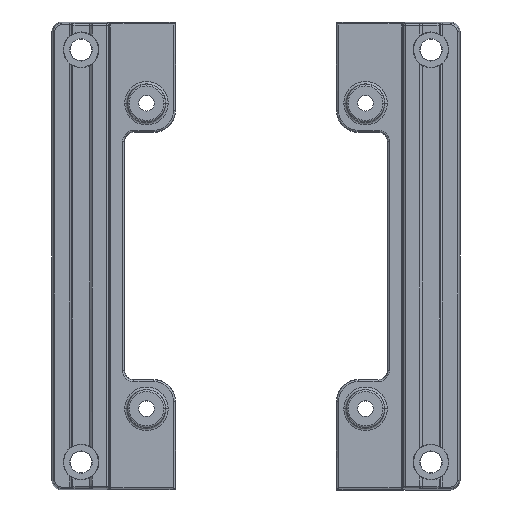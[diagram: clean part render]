
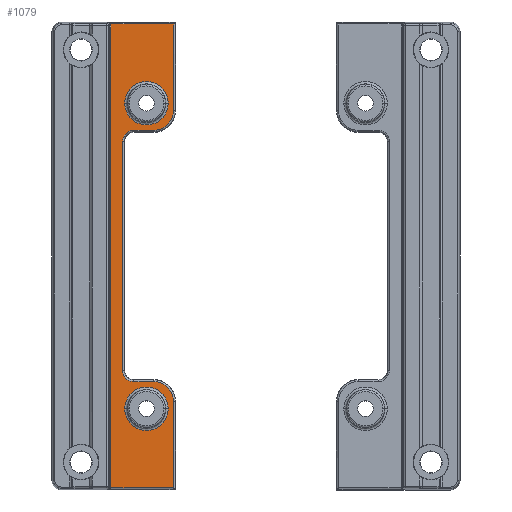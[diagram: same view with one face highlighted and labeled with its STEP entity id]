
A CAD part, top view. The second image highlights one B-rep face of the part: STEP entity #1079.
In plain terms, the highlighted planar face has unit normal (0, 0, 1).
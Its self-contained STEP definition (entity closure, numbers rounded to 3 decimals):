
#721 = CARTESIAN_POINT ( 'NONE',  ( -6.75, 31.5, 2.5 ) ) ;
#724 = DIRECTION ( 'NONE',  ( -1., 0., 0. ) ) ;
#725 = DIRECTION ( 'NONE',  ( 0., 0., -1. ) ) ;
#726 = AXIS2_PLACEMENT_3D ( 'NONE', #721, #725, #724 ) ;
#727 = CIRCLE ( 'NONE', #726, 4.481 ) ;
#801 = CARTESIAN_POINT ( 'NONE',  ( -1.834, 23.619, 2.5 ) ) ;
#802 = CARTESIAN_POINT ( 'NONE',  ( -1.834, 24.965, 2.5 ) ) ;
#803 = CARTESIAN_POINT ( 'NONE',  ( -2.785, 25.916, 2.5 ) ) ;
#804 =( BOUNDED_CURVE ( )  B_SPLINE_CURVE ( 3, ( #805, #803, #802, #801 ),
 .UNSPECIFIED., .F., .F. ) 
 B_SPLINE_CURVE_WITH_KNOTS ( ( 4, 4 ),
 ( 2.358, 3.926 ),
 .UNSPECIFIED. ) 
 CURVE ( )  GEOMETRIC_REPRESENTATION_ITEM ( )  RATIONAL_B_SPLINE_CURVE ( ( 1., 0.805, 0.805, 1. ) ) 
 REPRESENTATION_ITEM ( '' )  );
#805 = CARTESIAN_POINT ( 'NONE',  ( -4.131, 25.916, 2.5 ) ) ;
#919 = DIRECTION ( 'NONE',  ( -1., 0., 0. ) ) ;
#920 = VECTOR ( 'NONE', #919, 1000. ) ;
#921 = CARTESIAN_POINT ( 'NONE',  ( -14.25, -25.916, 2.5 ) ) ;
#925 = LINE ( 'NONE', #921, #920 ) ;
#926 = CARTESIAN_POINT ( 'NONE',  ( 0.596, -47.834, 2.5 ) ) ;
#933 = CARTESIAN_POINT ( 'NONE',  ( -4.131, -25.916, 2.5 ) ) ;
#934 = CARTESIAN_POINT ( 'NONE',  ( -1.834, 23.619, 2.5 ) ) ;
#935 = CARTESIAN_POINT ( 'NONE',  ( -4.131, -25.916, 2.5 ) ) ;
#936 = CARTESIAN_POINT ( 'NONE',  ( -2.785, -25.916, 2.5 ) ) ;
#937 = CARTESIAN_POINT ( 'NONE',  ( -1.834, -24.965, 2.5 ) ) ;
#938 = CARTESIAN_POINT ( 'NONE',  ( -1.834, -23.619, 2.5 ) ) ;
#939 =( BOUNDED_CURVE ( )  B_SPLINE_CURVE ( 3, ( #938, #937, #936, #933 ),
 .UNSPECIFIED., .F., .F. ) 
 B_SPLINE_CURVE_WITH_KNOTS ( ( 4, 4 ),
 ( 2.358, 3.926 ),
 .UNSPECIFIED. ) 
 CURVE ( )  GEOMETRIC_REPRESENTATION_ITEM ( )  RATIONAL_B_SPLINE_CURVE ( ( 1., 0.805, 0.805, 1. ) ) 
 REPRESENTATION_ITEM ( '' )  );
#1039 = DIRECTION ( 'NONE',  ( 0., -1., 0. ) ) ;
#1040 = VECTOR ( 'NONE', #1039, 1000. ) ;
#1041 = CARTESIAN_POINT ( 'NONE',  ( -12.334, -48.25, 2.5 ) ) ;
#1042 = LINE ( 'NONE', #1041, #1040 ) ;
#1043 = CARTESIAN_POINT ( 'NONE',  ( -12.334, 30., 2.5 ) ) ;
#1045 = CARTESIAN_POINT ( 'NONE',  ( -8.25, -30., 2.5 ) ) ;
#1046 = CIRCLE ( 'NONE', #1051, 4.084 ) ;
#1047 = CARTESIAN_POINT ( 'NONE',  ( 0.596, 47.834, 2.5 ) ) ;
#1049 = DIRECTION ( 'NONE',  ( -1., 0., 0. ) ) ;
#1050 = DIRECTION ( 'NONE',  ( 0., 0., 1. ) ) ;
#1051 = AXIS2_PLACEMENT_3D ( 'NONE', #1045, #1050, #1049 ) ;
#1061 = CARTESIAN_POINT ( 'NONE',  ( 0.596, 48.119, 2.5 ) ) ;
#1062 = LINE ( 'NONE', #1061, #1065 ) ;
#1064 = DIRECTION ( 'NONE',  ( 0., 1., 0. ) ) ;
#1065 = VECTOR ( 'NONE', #1064, 1000. ) ;
#1069 = VERTEX_POINT ( 'NONE', #1347 ) ;
#1071 = ORIENTED_EDGE ( 'NONE', *, *, #1072, .T. ) ;
#1072 = EDGE_CURVE ( 'NONE', #3476, #3210, #1346, .T. ) ;
#1073 = ORIENTED_EDGE ( 'NONE', *, *, #1559, .T. ) ;
#1075 = EDGE_CURVE ( 'NONE', #1126, #1082, #1411, .T. ) ;
#1076 = EDGE_LOOP ( 'NONE', ( #1092, #1686, #1690, #1687, #1657, #1691, #1663, #1108, #1602, #1073, #1560, #1592 ) ) ;
#1079 = ADVANCED_FACE ( 'NONE', ( #1420, #1419, #1418 ), #1426, .F. ) ;
#1081 = EDGE_LOOP ( 'NONE', ( #1071, #1587 ) ) ;
#1082 = VERTEX_POINT ( 'NONE', #1412 ) ;
#1087 = ORIENTED_EDGE ( 'NONE', *, *, #2713, .T. ) ;
#1089 = EDGE_CURVE ( 'NONE', #1658, #1692, #1465, .T. ) ;
#1091 = VERTEX_POINT ( 'NONE', #1446 ) ;
#1092 = ORIENTED_EDGE ( 'NONE', *, *, #1683, .T. ) ;
#1108 = ORIENTED_EDGE ( 'NONE', *, *, #1075, .T. ) ;
#1111 = EDGE_CURVE ( 'NONE', #1692, #1126, #1488, .T. ) ;
#1125 = EDGE_CURVE ( 'NONE', #1664, #1594, #1745, .T. ) ;
#1126 = VERTEX_POINT ( 'NONE', #1740 ) ;
#1346 = CIRCLE ( 'NONE', #1410, 4.481 ) ;
#1347 = CARTESIAN_POINT ( 'NONE',  ( -1.834, -23.619, 2.5 ) ) ;
#1404 = DIRECTION ( 'NONE',  ( 1., 0., 0. ) ) ;
#1405 = VECTOR ( 'NONE', #1404, 1000. ) ;
#1406 = CARTESIAN_POINT ( 'NONE',  ( -14.25, 25.916, 2.5 ) ) ;
#1407 = DIRECTION ( 'NONE',  ( -1., 0., 0. ) ) ;
#1408 = DIRECTION ( 'NONE',  ( 0., 0., -1. ) ) ;
#1409 = CARTESIAN_POINT ( 'NONE',  ( -6.75, -31.5, 2.5 ) ) ;
#1410 = AXIS2_PLACEMENT_3D ( 'NONE', #1409, #1408, #1407 ) ;
#1411 = LINE ( 'NONE', #1406, #1405 ) ;
#1412 = CARTESIAN_POINT ( 'NONE',  ( -4.131, 25.916, 2.5 ) ) ;
#1413 = DIRECTION ( 'NONE',  ( -1., 0., 0. ) ) ;
#1414 = DIRECTION ( 'NONE',  ( 0., 0., -1. ) ) ;
#1416 = CARTESIAN_POINT ( 'NONE',  ( -14.25, -48.25, 2.5 ) ) ;
#1417 = AXIS2_PLACEMENT_3D ( 'NONE', #1416, #1414, #1413 ) ;
#1418 = FACE_BOUND ( 'NONE', #1588, .T. ) ;
#1419 = FACE_BOUND ( 'NONE', #1081, .T. ) ;
#1420 = FACE_OUTER_BOUND ( 'NONE', #1076, .T. ) ;
#1426 = PLANE ( 'NONE',  #1417 ) ;
#1443 = DIRECTION ( 'NONE',  ( 0., -1., 0. ) ) ;
#1444 = VECTOR ( 'NONE', #1443, 1000. ) ;
#1445 = CARTESIAN_POINT ( 'NONE',  ( -12.334, -48.25, 2.5 ) ) ;
#1446 = CARTESIAN_POINT ( 'NONE',  ( -8.25, -25.916, 2.5 ) ) ;
#1465 = LINE ( 'NONE', #1445, #1444 ) ;
#1484 = DIRECTION ( 'NONE',  ( -1., 0., 0. ) ) ;
#1485 = DIRECTION ( 'NONE',  ( 0., 0., 1. ) ) ;
#1486 = CARTESIAN_POINT ( 'NONE',  ( -8.25, 30., 2.5 ) ) ;
#1487 = AXIS2_PLACEMENT_3D ( 'NONE', #1486, #1485, #1484 ) ;
#1488 = CIRCLE ( 'NONE', #1487, 4.084 ) ;
#1538 = VERTEX_POINT ( 'NONE', #2447 ) ;
#1559 = EDGE_CURVE ( 'NONE', #1603, #1069, #2465, .T. ) ;
#1560 = ORIENTED_EDGE ( 'NONE', *, *, #1600, .T. ) ;
#1587 = ORIENTED_EDGE ( 'NONE', *, *, #3184, .T. ) ;
#1588 = EDGE_LOOP ( 'NONE', ( #1087, #2712 ) ) ;
#1592 = ORIENTED_EDGE ( 'NONE', *, *, #1593, .T. ) ;
#1593 = EDGE_CURVE ( 'NONE', #1601, #1091, #925, .T. ) ;
#1594 = VERTEX_POINT ( 'NONE', #926 ) ;
#1600 = EDGE_CURVE ( 'NONE', #1069, #1601, #939, .T. ) ;
#1601 = VERTEX_POINT ( 'NONE', #935 ) ;
#1602 = ORIENTED_EDGE ( 'NONE', *, *, #1661, .T. ) ;
#1603 = VERTEX_POINT ( 'NONE', #934 ) ;
#1654 = EDGE_CURVE ( 'NONE', #1685, #1658, #2507, .T. ) ;
#1657 = ORIENTED_EDGE ( 'NONE', *, *, #1654, .T. ) ;
#1658 = VERTEX_POINT ( 'NONE', #4230 ) ;
#1661 = EDGE_CURVE ( 'NONE', #1082, #1603, #804, .T. ) ;
#1663 = ORIENTED_EDGE ( 'NONE', *, *, #1111, .T. ) ;
#1664 = VERTEX_POINT ( 'NONE', #2494 ) ;
#1683 = EDGE_CURVE ( 'NONE', #1091, #1538, #1046, .T. ) ;
#1685 = VERTEX_POINT ( 'NONE', #1047 ) ;
#1686 = ORIENTED_EDGE ( 'NONE', *, *, #1689, .T. ) ;
#1687 = ORIENTED_EDGE ( 'NONE', *, *, #1688, .T. ) ;
#1688 = EDGE_CURVE ( 'NONE', #1594, #1685, #1062, .T. ) ;
#1689 = EDGE_CURVE ( 'NONE', #1538, #1664, #1042, .T. ) ;
#1690 = ORIENTED_EDGE ( 'NONE', *, *, #1125, .T. ) ;
#1691 = ORIENTED_EDGE ( 'NONE', *, *, #1089, .T. ) ;
#1692 = VERTEX_POINT ( 'NONE', #1043 ) ;
#1730 = CARTESIAN_POINT ( 'NONE',  ( -14.25, -47.834, 2.5 ) ) ;
#1740 = CARTESIAN_POINT ( 'NONE',  ( -8.25, 25.916, 2.5 ) ) ;
#1745 = LINE ( 'NONE', #1730, #1749 ) ;
#1748 = DIRECTION ( 'NONE',  ( 1., 0., 0. ) ) ;
#1749 = VECTOR ( 'NONE', #1748, 1000. ) ;
#1839 = CARTESIAN_POINT ( 'NONE',  ( -11.231, -31.5, 2.5 ) ) ;
#2447 = CARTESIAN_POINT ( 'NONE',  ( -12.334, -30., 2.5 ) ) ;
#2462 = DIRECTION ( 'NONE',  ( 0., -1., 0. ) ) ;
#2463 = VECTOR ( 'NONE', #2462, 1000. ) ;
#2464 = CARTESIAN_POINT ( 'NONE',  ( -1.834, -48.25, 2.5 ) ) ;
#2465 = LINE ( 'NONE', #2464, #2463 ) ;
#2494 = CARTESIAN_POINT ( 'NONE',  ( -12.334, -47.834, 2.5 ) ) ;
#2506 = CARTESIAN_POINT ( 'NONE',  ( -14.25, 47.834, 2.5 ) ) ;
#2507 = LINE ( 'NONE', #2506, #2515 ) ;
#2514 = DIRECTION ( 'NONE',  ( -1., 0., 0. ) ) ;
#2515 = VECTOR ( 'NONE', #2514, 1000. ) ;
#2712 = ORIENTED_EDGE ( 'NONE', *, *, #3229, .T. ) ;
#2713 = EDGE_CURVE ( 'NONE', #3227, #3230, #727, .T. ) ;
#3184 = EDGE_CURVE ( 'NONE', #3210, #3476, #4540, .T. ) ;
#3210 = VERTEX_POINT ( 'NONE', #4560 ) ;
#3227 = VERTEX_POINT ( 'NONE', #4593 ) ;
#3229 = EDGE_CURVE ( 'NONE', #3230, #3227, #4594, .T. ) ;
#3230 = VERTEX_POINT ( 'NONE', #4607 ) ;
#3476 = VERTEX_POINT ( 'NONE', #1839 ) ;
#4230 = CARTESIAN_POINT ( 'NONE',  ( -12.334, 47.834, 2.5 ) ) ;
#4521 = DIRECTION ( 'NONE',  ( 0., 0., -1. ) ) ;
#4529 = CARTESIAN_POINT ( 'NONE',  ( -6.75, -31.5, 2.5 ) ) ;
#4536 = DIRECTION ( 'NONE',  ( -1., 0., 0. ) ) ;
#4537 = AXIS2_PLACEMENT_3D ( 'NONE', #4529, #4521, #4536 ) ;
#4540 = CIRCLE ( 'NONE', #4537, 4.481 ) ;
#4560 = CARTESIAN_POINT ( 'NONE',  ( -2.269, -31.5, 2.5 ) ) ;
#4593 = CARTESIAN_POINT ( 'NONE',  ( -11.231, 31.5, 2.5 ) ) ;
#4594 = CIRCLE ( 'NONE', #4595, 4.481 ) ;
#4595 = AXIS2_PLACEMENT_3D ( 'NONE', #4598, #4597, #4596 ) ;
#4596 = DIRECTION ( 'NONE',  ( -1., 0., 0. ) ) ;
#4597 = DIRECTION ( 'NONE',  ( 0., 0., -1. ) ) ;
#4598 = CARTESIAN_POINT ( 'NONE',  ( -6.75, 31.5, 2.5 ) ) ;
#4607 = CARTESIAN_POINT ( 'NONE',  ( -2.269, 31.5, 2.5 ) ) ;
